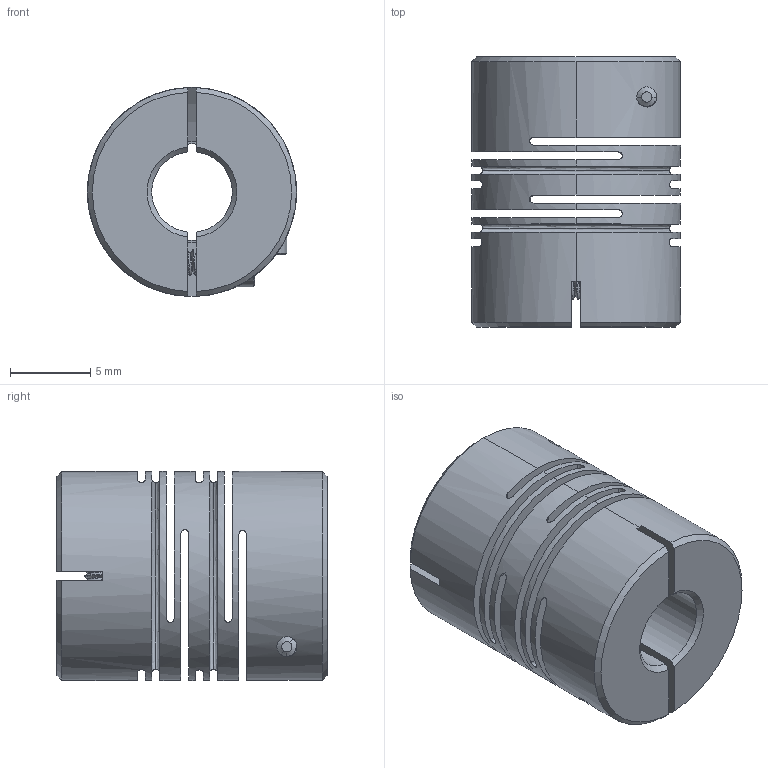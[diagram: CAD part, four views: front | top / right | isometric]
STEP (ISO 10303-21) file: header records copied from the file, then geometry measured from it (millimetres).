
FILE_DESCRIPTION (( 'STEP AP203' ), '1' );
FILE_NAME ('8011N214_Precision Flexible Shaft Coupling_8011N214_sldprt.STEP', '2024-01-18T09:55:33', ( '' ), ( '' ), 'SwSTEP 2.0', 'SolidWorks 2020', '' );
FILE_SCHEMA (( 'CONFIG_CONTROL_DESIGN' ));
Length unit declared in the file: inch
Products named in the file (1): 8011N214_Precision Flexible Shaft Coupling_8011N214_sldprt
Bounding box: 13 x 16.8 x 13 mm (x, y, z)
Volume: 1394.6 mm3; surface area: 2644.3 mm2
Topology: 3 solids, 3 shells, 298 faces, 827 edges, 541 vertices
Faces by surface type: cylinder 180, plane 54, cone 44, bspline 20
Entity records: 14006 total; most frequent: CARTESIAN_POINT 7183, ORIENTED_EDGE 1654, DIRECTION 1198, EDGE_CURVE 827, VERTEX_POINT 541, AXIS2_PLACEMENT_3D 467, EDGE_LOOP 326, FACE_OUTER_BOUND 298
